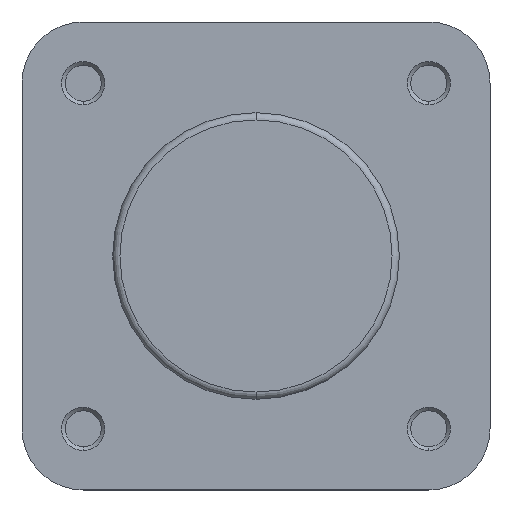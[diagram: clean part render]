
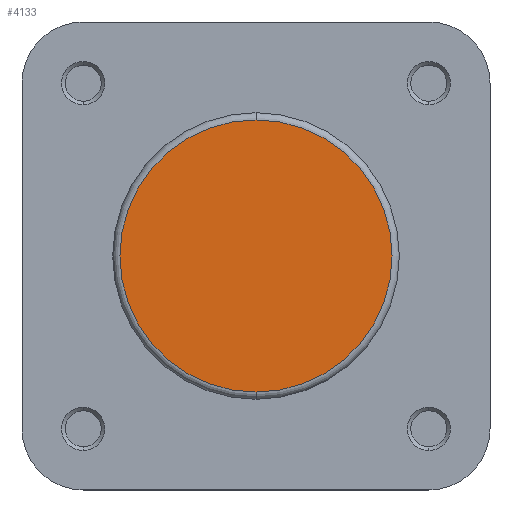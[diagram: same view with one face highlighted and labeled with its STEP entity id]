
A CAD part, left-side view. The second image highlights one B-rep face of the part: STEP entity #4133.
In plain terms, the highlighted planar face has unit normal (-1, 0, 0).
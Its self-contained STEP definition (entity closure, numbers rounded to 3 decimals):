
#123 = CIRCLE ( 'NONE', #3968, 18.9 ) ;
#217 = CIRCLE ( 'NONE', #4004, 18.9 ) ;
#1277 = AXIS2_PLACEMENT_3D ( 'NONE', #2089, #2098, #2099 ) ;
#2082 = PLANE ( 'NONE',  #1277 ) ;
#2089 = CARTESIAN_POINT ( 'NONE',  ( 21., 19.9, 0. ) ) ;
#2098 = DIRECTION ( 'NONE',  ( 1., 0., 0. ) ) ;
#2099 = DIRECTION ( 'NONE',  ( 0., 0., -1. ) ) ;
#2441 = CARTESIAN_POINT ( 'NONE',  ( 21., 0., -18.9 ) ) ;
#2485 = CARTESIAN_POINT ( 'NONE',  ( 21., 0., 18.9 ) ) ;
#2787 = FACE_OUTER_BOUND ( 'NONE', #5982, .T. ) ;
#3533 = EDGE_CURVE ( 'NONE', #4290, #4245, #123, .T. ) ;
#3597 = EDGE_CURVE ( 'NONE', #4245, #4290, #217, .T. ) ;
#3968 = AXIS2_PLACEMENT_3D ( 'NONE', #4547, #4559, #4560 ) ;
#4004 = AXIS2_PLACEMENT_3D ( 'NONE', #4717, #4724, #4725 ) ;
#4133 = ADVANCED_FACE ( 'NONE', ( #2787 ), #2082, .F. ) ;
#4245 = VERTEX_POINT ( 'NONE', #2441 ) ;
#4290 = VERTEX_POINT ( 'NONE', #2485 ) ;
#4547 = CARTESIAN_POINT ( 'NONE',  ( 21., 0., 0. ) ) ;
#4559 = DIRECTION ( 'NONE',  ( -1., 0., 0. ) ) ;
#4560 = DIRECTION ( 'NONE',  ( 0., 0., -1. ) ) ;
#4717 = CARTESIAN_POINT ( 'NONE',  ( 21., 0., 0. ) ) ;
#4724 = DIRECTION ( 'NONE',  ( -1., 0., 0. ) ) ;
#4725 = DIRECTION ( 'NONE',  ( 0., 0., -1. ) ) ;
#5459 = ORIENTED_EDGE ( 'NONE', *, *, #3533, .T. ) ;
#5710 = ORIENTED_EDGE ( 'NONE', *, *, #3597, .T. ) ;
#5982 = EDGE_LOOP ( 'NONE', ( #5710, #5459 ) ) ;
